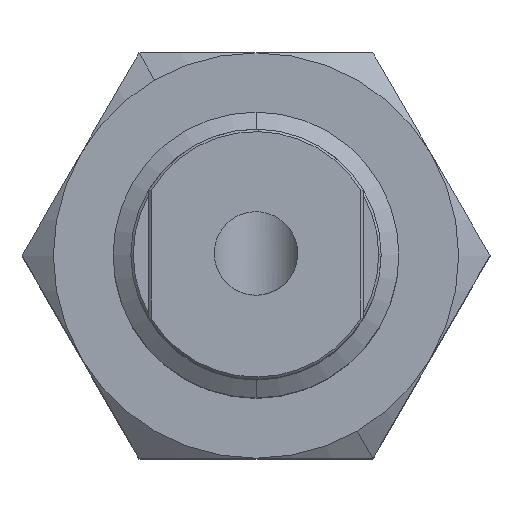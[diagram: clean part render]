
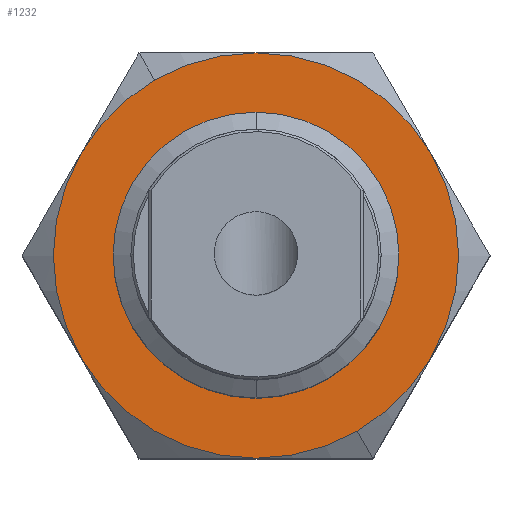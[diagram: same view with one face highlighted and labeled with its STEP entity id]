
A CAD part, top view. The second image highlights one B-rep face of the part: STEP entity #1232.
In plain terms, the highlighted planar face has unit normal (0, 0, 1).
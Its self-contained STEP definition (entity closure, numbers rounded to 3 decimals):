
#1232=ADVANCED_FACE('',(#2522,#2523),#2524,.T.);
#2522=FACE_OUTER_BOUND('',#4238,.T.);
#2523=FACE_BOUND('',#4239,.T.);
#2524=PLANE('',#4240);
#4238=EDGE_LOOP('',(#6214,#6215,#6216,#6217,#6218,#6219,#6220,#6221));
#4239=EDGE_LOOP('',(#6222,#6223));
#4240=AXIS2_PLACEMENT_3D('',#6224,#6225,#6226);
#6214=ORIENTED_EDGE('',*,*,#9636,.T.);
#6215=ORIENTED_EDGE('',*,*,#9637,.T.);
#6216=ORIENTED_EDGE('',*,*,#9638,.T.);
#6217=ORIENTED_EDGE('',*,*,#9326,.T.);
#6218=ORIENTED_EDGE('',*,*,#9639,.T.);
#6219=ORIENTED_EDGE('',*,*,#9640,.T.);
#6220=ORIENTED_EDGE('',*,*,#9409,.T.);
#6221=ORIENTED_EDGE('',*,*,#9641,.T.);
#6222=ORIENTED_EDGE('',*,*,#9642,.F.);
#6223=ORIENTED_EDGE('',*,*,#9643,.F.);
#6224=CARTESIAN_POINT('',(0.,0.,32.0));
#6225=DIRECTION('',(0.0,0.0,1.0));
#6226=DIRECTION('',(1.0,0.0,0.0));
#9326=EDGE_CURVE('',#10950,#10947,#10951,.T.);
#9409=EDGE_CURVE('',#11039,#11077,#11079,.T.);
#9636=EDGE_CURVE('',#11095,#11435,#11436,.T.);
#9637=EDGE_CURVE('',#11435,#11437,#11438,.T.);
#9638=EDGE_CURVE('',#11437,#10950,#11439,.T.);
#9639=EDGE_CURVE('',#10947,#11440,#11441,.T.);
#9640=EDGE_CURVE('',#11440,#11039,#11442,.T.);
#9641=EDGE_CURVE('',#11077,#11095,#11443,.T.);
#9642=EDGE_CURVE('',#11444,#11445,#11446,.T.);
#9643=EDGE_CURVE('',#11445,#11444,#11447,.T.);
#10947=VERTEX_POINT('',#13095);
#10950=VERTEX_POINT('',#13107);
#10951=CIRCLE('',#13108,8.504);
#11039=VERTEX_POINT('',#13253);
#11077=VERTEX_POINT('',#13355);
#11079=CIRCLE('',#13366,8.504);
#11095=VERTEX_POINT('',#13394);
#11435=VERTEX_POINT('',#13908);
#11436=CIRCLE('',#13909,8.504);
#11437=VERTEX_POINT('',#13910);
#11438=CIRCLE('',#13911,8.504);
#11439=CIRCLE('',#13912,8.504);
#11440=VERTEX_POINT('',#13913);
#11441=CIRCLE('',#13914,8.504);
#11442=CIRCLE('',#13915,8.504);
#11443=CIRCLE('',#13916,8.504);
#11444=VERTEX_POINT('',#13917);
#11445=VERTEX_POINT('',#13918);
#11446=CIRCLE('',#13919,5.9);
#11447=CIRCLE('',#13920,5.9);
#13095=CARTESIAN_POINT('',(0.,-8.504,32.0));
#13107=CARTESIAN_POINT('',(-7.365,-4.252,32.0));
#13108=AXIS2_PLACEMENT_3D('',#15910,#15911,#15912);
#13253=CARTESIAN_POINT('',(7.365,-4.252,32.0));
#13355=CARTESIAN_POINT('',(7.365,4.252,32.0));
#13366=AXIS2_PLACEMENT_3D('',#16004,#16005,#16006);
#13394=CARTESIAN_POINT('',(0.,8.504,32.0));
#13908=CARTESIAN_POINT('',(-4.252,7.365,32.0));
#13909=AXIS2_PLACEMENT_3D('',#16283,#16284,#16285);
#13910=CARTESIAN_POINT('',(-7.365,4.252,32.0));
#13911=AXIS2_PLACEMENT_3D('',#16286,#16287,#16288);
#13912=AXIS2_PLACEMENT_3D('',#16289,#16290,#16291);
#13913=CARTESIAN_POINT('',(4.252,-7.365,32.0));
#13914=AXIS2_PLACEMENT_3D('',#16292,#16293,#16294);
#13915=AXIS2_PLACEMENT_3D('',#16295,#16296,#16297);
#13916=AXIS2_PLACEMENT_3D('',#16298,#16299,#16300);
#13917=CARTESIAN_POINT('',(5.11,2.95,32.0));
#13918=CARTESIAN_POINT('',(-5.11,-2.95,32.0));
#13919=AXIS2_PLACEMENT_3D('',#16301,#16302,#16303);
#13920=AXIS2_PLACEMENT_3D('',#16304,#16305,#16306);
#15910=CARTESIAN_POINT('',(0.,0.,32.0));
#15911=DIRECTION('',(0.0,0.0,1.0));
#15912=DIRECTION('',(-0.5,0.866,0.0));
#16004=CARTESIAN_POINT('',(0.,0.,32.0));
#16005=DIRECTION('',(0.0,0.0,1.0));
#16006=DIRECTION('',(-0.5,0.866,0.0));
#16283=CARTESIAN_POINT('',(0.,0.,32.0));
#16284=DIRECTION('',(0.0,0.0,1.0));
#16285=DIRECTION('',(-0.5,0.866,0.0));
#16286=CARTESIAN_POINT('',(0.,0.,32.0));
#16287=DIRECTION('',(0.0,0.0,1.0));
#16288=DIRECTION('',(-0.5,0.866,0.0));
#16289=CARTESIAN_POINT('',(0.,0.,32.0));
#16290=DIRECTION('',(0.0,0.0,1.0));
#16291=DIRECTION('',(-0.5,0.866,0.0));
#16292=CARTESIAN_POINT('',(0.,0.,32.0));
#16293=DIRECTION('',(0.0,0.0,1.0));
#16294=DIRECTION('',(-0.5,0.866,0.0));
#16295=CARTESIAN_POINT('',(0.,0.,32.0));
#16296=DIRECTION('',(0.0,0.0,1.0));
#16297=DIRECTION('',(-0.5,0.866,0.0));
#16298=CARTESIAN_POINT('',(0.,0.,32.0));
#16299=DIRECTION('',(0.0,0.0,1.0));
#16300=DIRECTION('',(-0.5,0.866,0.0));
#16301=CARTESIAN_POINT('',(0.,0.,32.0));
#16302=DIRECTION('',(0.0,0.0,1.0));
#16303=DIRECTION('',(-0.866,-0.5,0.0));
#16304=CARTESIAN_POINT('',(0.,0.,32.0));
#16305=DIRECTION('',(0.0,0.0,1.0));
#16306=DIRECTION('',(-0.866,-0.5,0.0));
